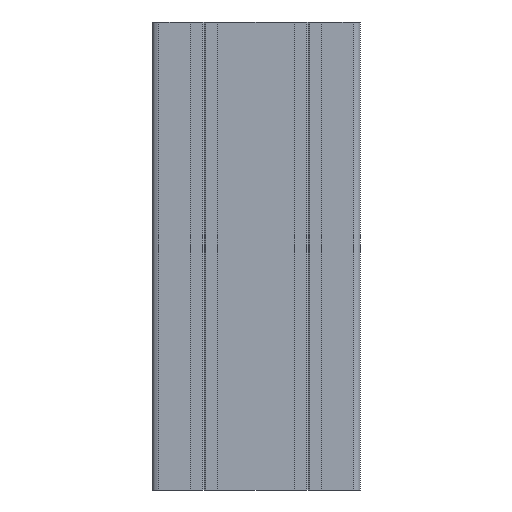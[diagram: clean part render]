
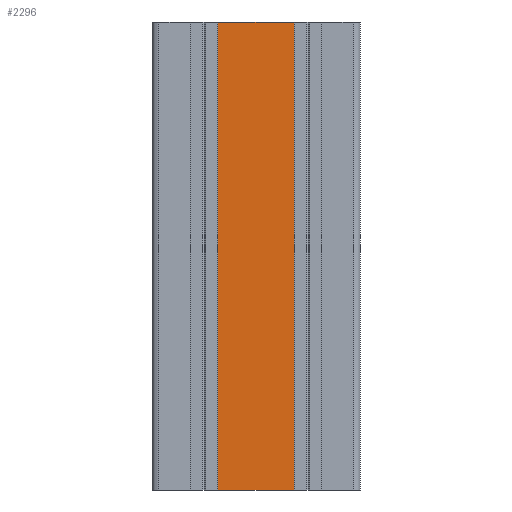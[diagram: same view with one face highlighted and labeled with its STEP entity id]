
A CAD part, left-side view. The second image highlights one B-rep face of the part: STEP entity #2296.
In plain terms, the highlighted planar face has unit normal (-1, 0, 0).
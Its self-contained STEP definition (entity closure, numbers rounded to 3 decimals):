
#90=ORIENTED_EDGE('',*,*,#762,.F.);
#91=ORIENTED_EDGE('',*,*,#763,.F.);
#92=ORIENTED_EDGE('',*,*,#764,.T.);
#93=ORIENTED_EDGE('',*,*,#765,.T.);
#762=EDGE_CURVE('',#1098,#1099,#1328,.T.);
#763=EDGE_CURVE('',#1100,#1098,#1329,.T.);
#764=EDGE_CURVE('',#1100,#1101,#1330,.T.);
#765=EDGE_CURVE('',#1101,#1099,#1331,.T.);
#1098=VERTEX_POINT('',#3222);
#1099=VERTEX_POINT('',#3223);
#1100=VERTEX_POINT('',#3225);
#1101=VERTEX_POINT('',#3227);
#1328=LINE('',#3221,#1618);
#1329=LINE('',#3224,#1619);
#1330=LINE('',#3226,#1620);
#1331=LINE('',#3228,#1621);
#1618=VECTOR('',#2599,1000.);
#1619=VECTOR('',#2600,1000.);
#1620=VECTOR('',#2601,1000.);
#1621=VECTOR('',#2602,1000.);
#1908=EDGE_LOOP('',(#90,#91,#92,#93));
#2054=FACE_BOUND('',#1908,.T.);
#2200=PLANE('',#2429);
#2296=ADVANCED_FACE('',(#2054),#2200,.T.);
#2429=AXIS2_PLACEMENT_3D('',#3220,#2597,#2598);
#2597=DIRECTION('',(-1.,0.,0.));
#2598=DIRECTION('',(0.,0.,1.));
#2599=DIRECTION('',(0.,-1.,0.));
#2600=DIRECTION('',(0.,0.,1.));
#2601=DIRECTION('',(0.,-1.,0.));
#2602=DIRECTION('',(0.,0.,1.));
#3220=CARTESIAN_POINT('',(-15.,11.,-135.));
#3221=CARTESIAN_POINT('',(-15.,11.,0.));
#3222=CARTESIAN_POINT('',(-15.,11.,0.));
#3223=CARTESIAN_POINT('',(-15.,-11.,0.));
#3224=CARTESIAN_POINT('',(-15.,11.,-135.));
#3225=CARTESIAN_POINT('',(-15.,11.,-135.));
#3226=CARTESIAN_POINT('',(-15.,11.,-135.));
#3227=CARTESIAN_POINT('',(-15.,-11.,-135.));
#3228=CARTESIAN_POINT('',(-15.,-11.,-135.));
